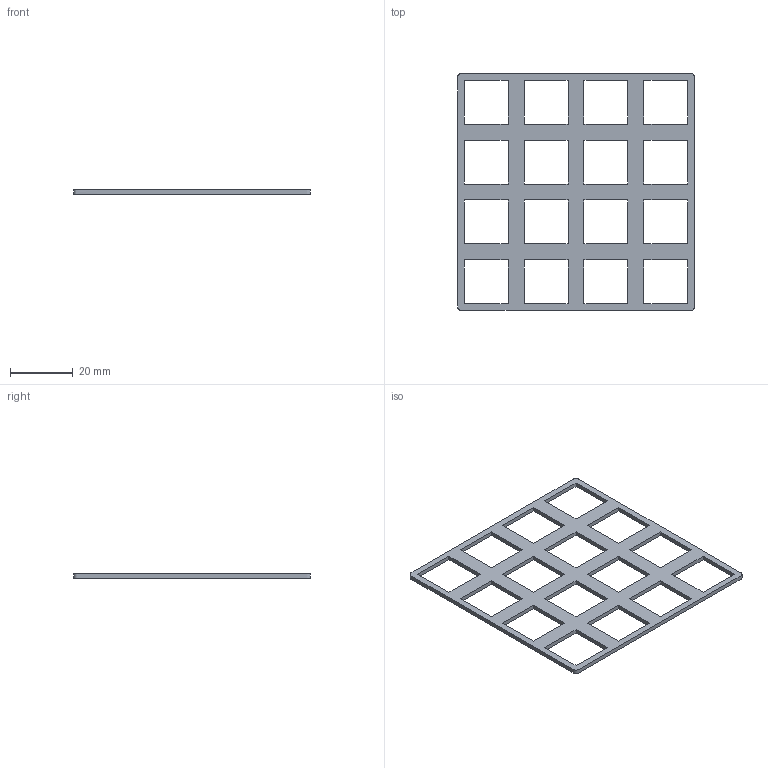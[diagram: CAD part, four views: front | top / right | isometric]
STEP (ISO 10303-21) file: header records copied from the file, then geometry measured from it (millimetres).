
FILE_DESCRIPTION(/* description */ (''),/* implementation_level */ '2;1');
FILE_NAME(/* name */ 'Switch Plate',/* time_stamp */ '2024-04-06T16:54:02+13:00',/* author */ (''),/* organization */ (''),/* preprocessor_version */ 'ST-DEVELOPER v16.5',/* originating_system */ 'Rhino 7.36',/* authorisation */ '');
FILE_SCHEMA (('AUTOMOTIVE_DESIGN_CC2'));
Length unit declared in the file: millimetre
Products named in the file (1): Document
Bounding box: 75.4 x 75.4 x 1.35 mm (x, y, z)
Volume: 4696.6 mm3; surface area: 7155.6 mm2
Topology: 1 solids, 1 shells, 67 faces, 195 edges, 130 vertices
Faces by surface type: plane 66, bspline 1
Entity records: 2056 total; most frequent: CARTESIAN_POINT 652, ORIENTED_EDGE 390, EDGE_CURVE 195, B_SPLINE_CURVE_WITH_KNOTS 192, VERTEX_POINT 130, EDGE_LOOP 99, DIRECTION 70, AXIS2_PLACEMENT_3D 68
